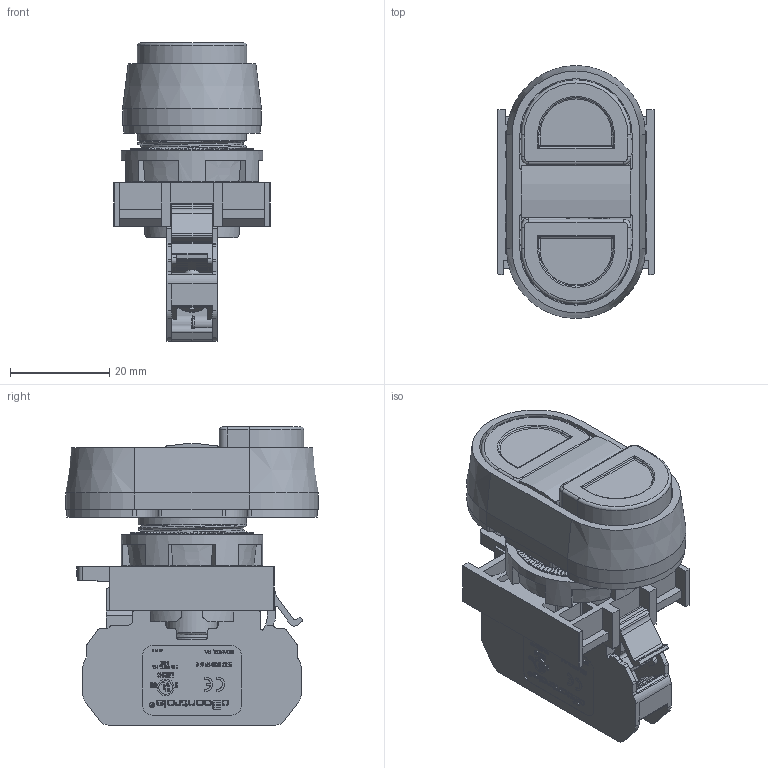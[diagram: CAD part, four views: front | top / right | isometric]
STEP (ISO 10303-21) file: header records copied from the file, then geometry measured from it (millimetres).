
FILE_DESCRIPTION(/* description */ ('','CAx-IF Rec.Pracs.---Representation and Presentation of Product Manufacturing Information (PMI)---4.0---2014-10-13'),/* implementation_level */ '2;1');
FILE_NAME(/* name */ 'W22IDPB-FREG-W-FMXXXLW (V2.0)1.stp',/* time_stamp */ '2020-07-28T09:22:07-04:00',/* author */ ('cbunnell'),/* organization */ (''),/* preprocessor_version */ 'ST-DEVELOPER v18.1',/* originating_system */ 'Autodesk Inventor 2020',/* authorisation */ '');
FILE_SCHEMA (('AP242_MANAGED_MODEL_BASED_3D_ENGINEERING_MIM_LF { 1 0 10303 442 1 1 4 }'));
Length unit declared in the file: millimetre
Products named in the file (1): W22IDPB-FREG-W-FMXXXLW (V2.0)
Bounding box: 31.5 x 51 x 60.1 mm (x, y, z)
Volume: 24431.7 mm3; surface area: 32239 mm2
Topology: 2 solids, 21 shells, 4243 faces, 11512 edges, 7435 vertices
Faces by surface type: plane 2810, cylinder 772, bspline 483, torus 98, cone 65, sphere 15
Full cylindrical faces by diameter (mm): 0.336 x1, 0.382 x1, 1.198 x12, 1.385 x4, 1.55 x2, 1.573 x8, 1.597 x4, 1.8 x2, 1.996 x8, 2.3 x4, 2.36 x1, 2.45 x2, 2.65 x4, 2.75 x2, 2.753 x2, 2.758 x1, 2.833 x1, 3.1 x2, 3.15 x2, 3.39 x2, 3.402 x1, 3.7 x2, 3.928 x1, 4.42 x2, 4.714 x1, 5.25 x2, 5.329 x1, 5.65 x2, 5.827 x1, 5.9 x2
Entity records: 151254 total; most frequent: CARTESIAN_POINT 41842, ORIENTED_EDGE 22994, DIRECTION 20327, EDGE_CURVE 11497, LINE 7801, VECTOR 7801, VERTEX_POINT 7435, AXIS2_PLACEMENT_3D 6263
